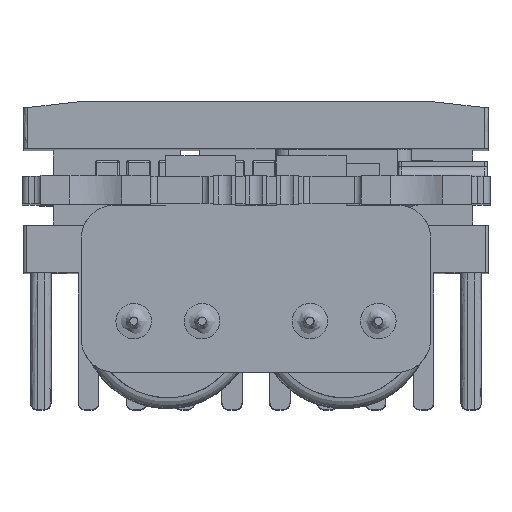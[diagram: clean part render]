
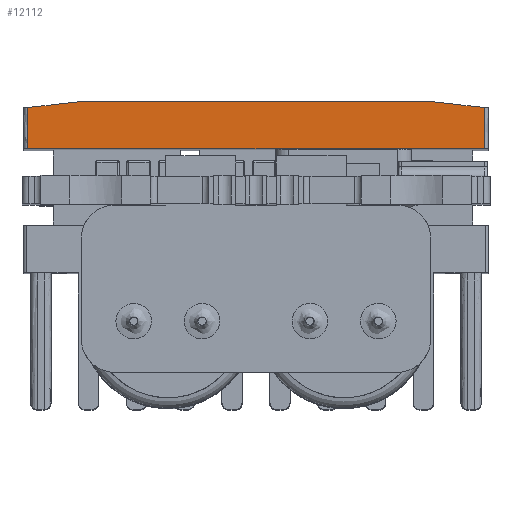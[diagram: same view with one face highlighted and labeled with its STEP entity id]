
A CAD part, top view. The second image highlights one B-rep face of the part: STEP entity #12112.
In plain terms, the highlighted free-form (B-spline) face has degree [1, 1] with [2, 2] control points.
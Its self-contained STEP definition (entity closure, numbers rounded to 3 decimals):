
#10085 = EDGE_CURVE('',#10086,#10088,#10090,.T.);
#10086 = VERTEX_POINT('',#10087);
#10087 = CARTESIAN_POINT('',(9.064,5.409,
    21.662));
#10088 = VERTEX_POINT('',#10089);
#10089 = CARTESIAN_POINT('',(5.747,5.782,
    21.662));
#10090 = B_SPLINE_CURVE_WITH_KNOTS('',1,(#10091,#10092),.UNSPECIFIED.,
  .F.,.F.,(2,2),(-16.275,-12.551),
  .PIECEWISE_BEZIER_KNOTS.);
#10091 = CARTESIAN_POINT('',(9.064,5.409,
    21.662));
#10092 = CARTESIAN_POINT('',(5.747,5.782,
    21.662));
#12064 = EDGE_CURVE('',#12065,#12067,#12069,.T.);
#12065 = VERTEX_POINT('',#12066);
#12066 = CARTESIAN_POINT('',(-17.559,5.782,
    21.662));
#12067 = VERTEX_POINT('',#12068);
#12068 = CARTESIAN_POINT('',(-20.876,5.409,
    21.662));
#12069 = B_SPLINE_CURVE_WITH_KNOTS('',1,(#12070,#12071),.UNSPECIFIED.,
  .F.,.F.,(2,2),(-4.044,-0.321),
  .PIECEWISE_BEZIER_KNOTS.);
#12070 = CARTESIAN_POINT('',(-17.559,5.782,
    21.662));
#12071 = CARTESIAN_POINT('',(-20.876,5.409,
    21.662));
#12112 = ADVANCED_FACE('',(#12113),#12141,.T.);
#12113 = FACE_BOUND('',#12114,.T.);
#12114 = EDGE_LOOP('',(#12115,#12116,#12121,#12122,#12129,#12136));
#12115 = ORIENTED_EDGE('',*,*,#10085,.T.);
#12116 = ORIENTED_EDGE('',*,*,#12117,.F.);
#12117 = EDGE_CURVE('',#12065,#10088,#12118,.T.);
#12118 = B_SPLINE_CURVE_WITH_KNOTS('',1,(#12119,#12120),.UNSPECIFIED.,
  .F.,.F.,(2,2),(3.7,29.7),
  .PIECEWISE_BEZIER_KNOTS.);
#12119 = CARTESIAN_POINT('',(-17.559,5.782,
    21.662));
#12120 = CARTESIAN_POINT('',(5.747,5.782,
    21.662));
#12121 = ORIENTED_EDGE('',*,*,#12064,.T.);
#12122 = ORIENTED_EDGE('',*,*,#12123,.F.);
#12123 = EDGE_CURVE('',#12124,#12067,#12126,.T.);
#12124 = VERTEX_POINT('',#12125);
#12125 = CARTESIAN_POINT('',(-20.876,2.689,
    21.662));
#12126 = B_SPLINE_CURVE_WITH_KNOTS('',1,(#12127,#12128),.UNSPECIFIED.,
  .F.,.F.,(2,2),(0.,3.034),.PIECEWISE_BEZIER_KNOTS.);
#12127 = CARTESIAN_POINT('',(-20.876,2.689,
    21.662));
#12128 = CARTESIAN_POINT('',(-20.876,5.409,
    21.662));
#12129 = ORIENTED_EDGE('',*,*,#12130,.T.);
#12130 = EDGE_CURVE('',#12124,#12131,#12133,.T.);
#12131 = VERTEX_POINT('',#12132);
#12132 = CARTESIAN_POINT('',(9.064,2.689,
    21.662));
#12133 = B_SPLINE_CURVE_WITH_KNOTS('',1,(#12134,#12135),.UNSPECIFIED.,
  .F.,.F.,(2,2),(0.,33.4),.PIECEWISE_BEZIER_KNOTS.);
#12134 = CARTESIAN_POINT('',(-20.876,2.689,
    21.662));
#12135 = CARTESIAN_POINT('',(9.064,2.689,
    21.662));
#12136 = ORIENTED_EDGE('',*,*,#12137,.T.);
#12137 = EDGE_CURVE('',#12131,#10086,#12138,.T.);
#12138 = B_SPLINE_CURVE_WITH_KNOTS('',1,(#12139,#12140),.UNSPECIFIED.,
  .F.,.F.,(2,2),(0.,3.034),.PIECEWISE_BEZIER_KNOTS.);
#12139 = CARTESIAN_POINT('',(9.064,2.689,
    21.662));
#12140 = CARTESIAN_POINT('',(9.064,5.409,
    21.662));
#12141 = B_SPLINE_SURFACE_WITH_KNOTS('',1,1,(
    (#12142,#12143)
    ,(#12144,#12145
    )),.UNSPECIFIED.,.F.,.F.,.F.,(2,2),(2,2),(0.,
    33.4),(0.,3.45),.PIECEWISE_BEZIER_KNOTS.);
#12142 = CARTESIAN_POINT('',(-20.876,2.689,
    21.662));
#12143 = CARTESIAN_POINT('',(-20.876,5.782,
    21.662));
#12144 = CARTESIAN_POINT('',(9.064,2.689,
    21.662));
#12145 = CARTESIAN_POINT('',(9.064,5.782,
    21.662));
